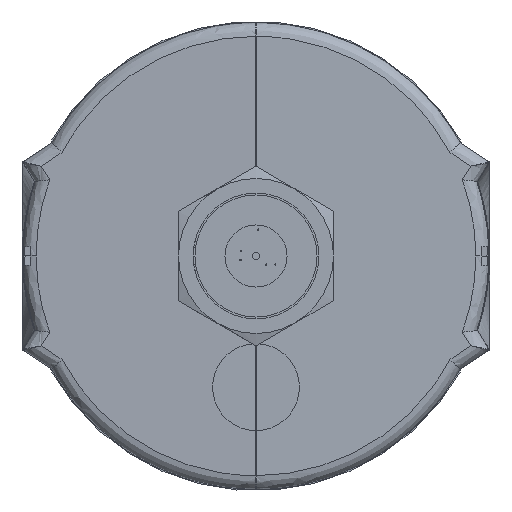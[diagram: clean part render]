
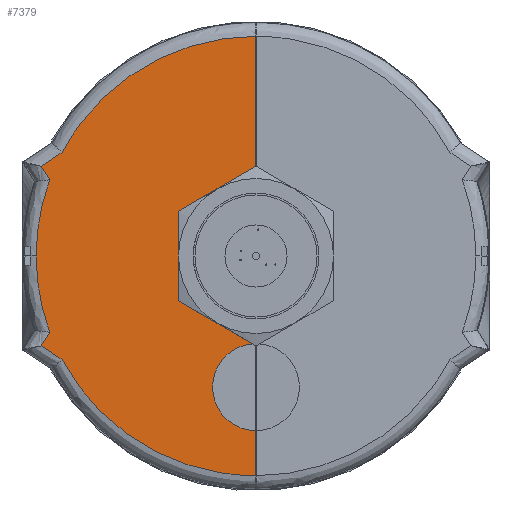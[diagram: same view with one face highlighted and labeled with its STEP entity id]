
A CAD part, front view. The second image highlights one B-rep face of the part: STEP entity #7379.
In plain terms, the highlighted planar face has unit normal (-0.018, -1, 0).
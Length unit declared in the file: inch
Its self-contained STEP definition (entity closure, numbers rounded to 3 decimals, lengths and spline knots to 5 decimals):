
#633 = ORIENTED_EDGE ( 'NONE', *, *, #13628, .T. ) ;
#635 = ORIENTED_EDGE ( 'NONE', *, *, #13620, .T. ) ;
#637 = ORIENTED_EDGE ( 'NONE', *, *, #13493, .T. ) ;
#639 = ORIENTED_EDGE ( 'NONE', *, *, #14206, .T. ) ;
#641 = ORIENTED_EDGE ( 'NONE', *, *, #13385, .T. ) ;
#643 = ORIENTED_EDGE ( 'NONE', *, *, #13423, .T. ) ;
#647 = ORIENTED_EDGE ( 'NONE', *, *, #14207, .F. ) ;
#649 = ORIENTED_EDGE ( 'NONE', *, *, #13409, .T. ) ;
#651 = ORIENTED_EDGE ( 'NONE', *, *, #13173, .T. ) ;
#653 = ORIENTED_EDGE ( 'NONE', *, *, #14210, .T. ) ;
#657 = ORIENTED_EDGE ( 'NONE', *, *, #14208, .F. ) ;
#2299 = VECTOR ( 'NONE', #12901, 39.37008 ) ;
#2304 = VECTOR ( 'NONE', #12899, 39.37008 ) ;
#2307 = LINE ( 'NONE', #12898, #2304 ) ;
#2310 = LINE ( 'NONE', #12900, #2299 ) ;
#2579 = FACE_OUTER_BOUND ( 'NONE', #16671, .T. ) ;
#3315 = B_SPLINE_CURVE_WITH_KNOTS ( 'NONE', 3,
 ( #12903, #12902, #12906, #12907 ),
 .UNSPECIFIED., .F., .F.,
 ( 4, 4 ),
 ( 0., 0.00409 ),
 .UNSPECIFIED. ) ;
#3566 = VERTEX_POINT ( 'NONE', #8914 ) ;
#3670 = VERTEX_POINT ( 'NONE', #8998 ) ;
#3683 = VERTEX_POINT ( 'NONE', #9010 ) ;
#3684 = VERTEX_POINT ( 'NONE', #9011 ) ;
#3696 = VERTEX_POINT ( 'NONE', #9021 ) ;
#3736 = VERTEX_POINT ( 'NONE', #9055 ) ;
#3819 = VERTEX_POINT ( 'NONE', #9122 ) ;
#3898 = VERTEX_POINT ( 'NONE', #9188 ) ;
#3926 = VERTEX_POINT ( 'NONE', #9193 ) ;
#3929 = VERTEX_POINT ( 'NONE', #9198 ) ;
#3936 = VERTEX_POINT ( 'NONE', #9203 ) ;
#7227 = B_SPLINE_CURVE_WITH_KNOTS ( 'NONE', 3,
 ( #10546, #10545, #10561, #10562 ),
 .UNSPECIFIED., .F., .F.,
 ( 4, 4 ),
 ( 0., 0.00262 ),
 .UNSPECIFIED. ) ;
#7241 =( BOUNDED_CURVE ( )  B_SPLINE_CURVE ( 3, ( #10512, #10518, #10533, #10534 ),
 .UNSPECIFIED., .F., .F. ) 
 B_SPLINE_CURVE_WITH_KNOTS ( ( 4, 4 ),
 ( 0., 0.35442 ),
 .UNSPECIFIED. ) 
 CURVE ( )  GEOMETRIC_REPRESENTATION_ITEM ( )  RATIONAL_B_SPLINE_CURVE ( ( 1., 0.99, 0.99, 1. ) ) 
 REPRESENTATION_ITEM ( '' )  );
#7379 = ADVANCED_FACE ( 'NONE', ( #2579 ), #18022, .T. ) ;
#7730 = CARTESIAN_POINT ( 'NONE',  ( -1.24935, 1.21552, -0.66729 ) ) ;
#7738 = CARTESIAN_POINT ( 'NONE',  ( -0.99645, 1.21111, -1.1402 ) ) ;
#7755 = CARTESIAN_POINT ( 'NONE',  ( -0.53628, 1.20308, -1.41559 ) ) ;
#7756 = CARTESIAN_POINT ( 'NONE',  ( 0., 1.19372, -1.415 ) ) ;
#8050 = CARTESIAN_POINT ( 'NONE',  ( -1.24935, 1.21552, 0.66729 ) ) ;
#8051 = CARTESIAN_POINT ( 'NONE',  ( -1.29409, 1.2163, 0.63768 ) ) ;
#8066 = CARTESIAN_POINT ( 'NONE',  ( -1.33883, 1.21709, 0.60808 ) ) ;
#8067 = CARTESIAN_POINT ( 'NONE',  ( -1.38358, 1.21787, 0.57847 ) ) ;
#8117 = CARTESIAN_POINT ( 'NONE',  ( -0.75, 1.20681, -0.375 ) ) ;
#8118 = CARTESIAN_POINT ( 'NONE',  ( 0., 1.19372, -0.375 ) ) ;
#8126 = CARTESIAN_POINT ( 'NONE',  ( -0.75, 1.20681, 0.375 ) ) ;
#8127 = CARTESIAN_POINT ( 'NONE',  ( 0., 1.19372, 0.375 ) ) ;
#8164 = CARTESIAN_POINT ( 'NONE',  ( 0., 1.19372, 1.415 ) ) ;
#8165 = CARTESIAN_POINT ( 'NONE',  ( -0.53628, 1.20308, 1.41559 ) ) ;
#8170 = CARTESIAN_POINT ( 'NONE',  ( -0.99645, 1.21111, 1.1402 ) ) ;
#8171 = CARTESIAN_POINT ( 'NONE',  ( -1.24935, 1.21552, 0.66729 ) ) ;
#8348 = CARTESIAN_POINT ( 'NONE',  ( -1.38695, 1.21793, 0.33347 ) ) ;
#8349 = CARTESIAN_POINT ( 'NONE',  ( -1.32862, 1.21691, 0.49107 ) ) ;
#8354 = CARTESIAN_POINT ( 'NONE',  ( -1.41657, 1.21844, 0.16805 ) ) ;
#8355 = CARTESIAN_POINT ( 'NONE',  ( -1.41657, 1.21844, 0. ) ) ;
#8914 = CARTESIAN_POINT ( 'NONE',  ( -1.32862, 1.21691, -0.49107 ) ) ;
#8998 = CARTESIAN_POINT ( 'NONE',  ( 0., 1.19372, -1.415 ) ) ;
#9010 = CARTESIAN_POINT ( 'NONE',  ( -1.24935, 1.21552, -0.66729 ) ) ;
#9011 = CARTESIAN_POINT ( 'NONE',  ( 0., 1.19372, 1.415 ) ) ;
#9021 = CARTESIAN_POINT ( 'NONE',  ( -1.38358, 1.21787, -0.57847 ) ) ;
#9055 = CARTESIAN_POINT ( 'NONE',  ( -1.38358, 1.21787, 0.57847 ) ) ;
#9122 = CARTESIAN_POINT ( 'NONE',  ( -1.24935, 1.21552, 0.66729 ) ) ;
#9188 = CARTESIAN_POINT ( 'NONE',  ( -1.32862, 1.21691, 0.49107 ) ) ;
#9193 = CARTESIAN_POINT ( 'NONE',  ( -1.41657, 1.21844, 0. ) ) ;
#9198 = CARTESIAN_POINT ( 'NONE',  ( 0., 1.19372, 0.375 ) ) ;
#9203 = CARTESIAN_POINT ( 'NONE',  ( 0., 1.19372, -0.375 ) ) ;
#10512 = CARTESIAN_POINT ( 'NONE',  ( -1.41657, 1.21844, 0. ) ) ;
#10518 = CARTESIAN_POINT ( 'NONE',  ( -1.41657, 1.21844, -0.16805 ) ) ;
#10533 = CARTESIAN_POINT ( 'NONE',  ( -1.38695, 1.21793, -0.33347 ) ) ;
#10534 = CARTESIAN_POINT ( 'NONE',  ( -1.32862, 1.21691, -0.49107 ) ) ;
#10545 = CARTESIAN_POINT ( 'NONE',  ( -1.34694, 1.21723, -0.52021 ) ) ;
#10546 = CARTESIAN_POINT ( 'NONE',  ( -1.32862, 1.21691, -0.49107 ) ) ;
#10561 = CARTESIAN_POINT ( 'NONE',  ( -1.36526, 1.21755, -0.54934 ) ) ;
#10562 = CARTESIAN_POINT ( 'NONE',  ( -1.38358, 1.21787, -0.57847 ) ) ;
#11880 = AXIS2_PLACEMENT_3D ( 'NONE', #18018, #18035, #18036 ) ;
#12884 = CARTESIAN_POINT ( 'NONE',  ( -1.36526, 1.21755, 0.54934 ) ) ;
#12885 = CARTESIAN_POINT ( 'NONE',  ( -1.38358, 1.21787, 0.57847 ) ) ;
#12896 = CARTESIAN_POINT ( 'NONE',  ( -1.34694, 1.21723, 0.52021 ) ) ;
#12897 = CARTESIAN_POINT ( 'NONE',  ( -1.32862, 1.21691, 0.49107 ) ) ;
#12898 = CARTESIAN_POINT ( 'NONE',  ( 0., 1.19372, 1.505 ) ) ;
#12899 = DIRECTION ( 'NONE',  ( 0., 0., -1. ) ) ;
#12900 = CARTESIAN_POINT ( 'NONE',  ( 0., 1.19372, 1.505 ) ) ;
#12901 = DIRECTION ( 'NONE',  ( 0., 0., -1. ) ) ;
#12902 = CARTESIAN_POINT ( 'NONE',  ( -1.33883, 1.21709, -0.60808 ) ) ;
#12903 = CARTESIAN_POINT ( 'NONE',  ( -1.38358, 1.21787, -0.57847 ) ) ;
#12906 = CARTESIAN_POINT ( 'NONE',  ( -1.29409, 1.2163, -0.63768 ) ) ;
#12907 = CARTESIAN_POINT ( 'NONE',  ( -1.24935, 1.21552, -0.66729 ) ) ;
#13173 = EDGE_CURVE ( 'NONE', #3683, #3670, #16042, .T. ) ;
#13385 = EDGE_CURVE ( 'NONE', #3819, #3736, #20241, .T. ) ;
#13409 = EDGE_CURVE ( 'NONE', #3936, #3929, #20305, .T. ) ;
#13423 = EDGE_CURVE ( 'NONE', #3684, #3819, #20422, .T. ) ;
#13493 = EDGE_CURVE ( 'NONE', #3898, #3926, #19297, .T. ) ;
#13620 = EDGE_CURVE ( 'NONE', #3926, #3566, #7241, .T. ) ;
#13628 = EDGE_CURVE ( 'NONE', #3566, #3696, #7227, .T. ) ;
#14206 = EDGE_CURVE ( 'NONE', #3736, #3898, #20423, .T. ) ;
#14207 = EDGE_CURVE ( 'NONE', #3684, #3929, #2307, .T. ) ;
#14208 = EDGE_CURVE ( 'NONE', #3936, #3670, #2310, .T. ) ;
#14210 = EDGE_CURVE ( 'NONE', #3696, #3683, #3315, .T. ) ;
#16042 =( BOUNDED_CURVE ( )  B_SPLINE_CURVE ( 3, ( #7730, #7738, #7755, #7756 ),
 .UNSPECIFIED., .F., .F. ) 
 B_SPLINE_CURVE_WITH_KNOTS ( ( 4, 4 ),
 ( 0.49109, 1.57191 ),
 .UNSPECIFIED. ) 
 CURVE ( )  GEOMETRIC_REPRESENTATION_ITEM ( )  RATIONAL_B_SPLINE_CURVE ( ( 1., 0.905, 0.905, 1. ) ) 
 REPRESENTATION_ITEM ( '' )  );
#16671 = EDGE_LOOP ( 'NONE', ( #653, #651, #657, #649, #647, #643, #641, #639, #637, #635, #633 ) ) ;
#18018 = CARTESIAN_POINT ( 'NONE',  ( 0., 1.19372, 1.505 ) ) ;
#18022 = PLANE ( 'NONE',  #11880 ) ;
#18035 = DIRECTION ( 'NONE',  ( -0.017, -1., 0. ) ) ;
#18036 = DIRECTION ( 'NONE',  ( -1., 0.017, 0. ) ) ;
#19297 =( BOUNDED_CURVE ( )  B_SPLINE_CURVE ( 3, ( #8349, #8348, #8354, #8355 ),
 .UNSPECIFIED., .F., .F. ) 
 B_SPLINE_CURVE_WITH_KNOTS ( ( 4, 4 ),
 ( 5.92876, 6.28319 ),
 .UNSPECIFIED. ) 
 CURVE ( )  GEOMETRIC_REPRESENTATION_ITEM ( )  RATIONAL_B_SPLINE_CURVE ( ( 1., 0.99, 0.99, 1. ) ) 
 REPRESENTATION_ITEM ( '' )  );
#20241 = B_SPLINE_CURVE_WITH_KNOTS ( 'NONE', 3,
 ( #8050, #8051, #8066, #8067 ),
 .UNSPECIFIED., .F., .F.,
 ( 4, 4 ),
 ( 0., 0.00409 ),
 .UNSPECIFIED. ) ;
#20305 =( BOUNDED_CURVE ( )  B_SPLINE_CURVE ( 3, ( #8118, #8117, #8126, #8127 ),
 .UNSPECIFIED., .F., .T. ) 
 B_SPLINE_CURVE_WITH_KNOTS ( ( 4, 4 ),
 ( 4.71239, 7.85398 ),
 .UNSPECIFIED. ) 
 CURVE ( )  GEOMETRIC_REPRESENTATION_ITEM ( )  RATIONAL_B_SPLINE_CURVE ( ( 1., 0.333, 0.333, 1. ) ) 
 REPRESENTATION_ITEM ( '' )  );
#20422 =( BOUNDED_CURVE ( )  B_SPLINE_CURVE ( 3, ( #8164, #8165, #8170, #8171 ),
 .UNSPECIFIED., .F., .F. ) 
 B_SPLINE_CURVE_WITH_KNOTS ( ( 4, 4 ),
 ( 4.71128, 5.7921 ),
 .UNSPECIFIED. ) 
 CURVE ( )  GEOMETRIC_REPRESENTATION_ITEM ( )  RATIONAL_B_SPLINE_CURVE ( ( 1., 0.905, 0.905, 1. ) ) 
 REPRESENTATION_ITEM ( '' )  );
#20423 = B_SPLINE_CURVE_WITH_KNOTS ( 'NONE', 3,
 ( #12885, #12884, #12896, #12897 ),
 .UNSPECIFIED., .F., .F.,
 ( 4, 4 ),
 ( 0., 0.00262 ),
 .UNSPECIFIED. ) ;
